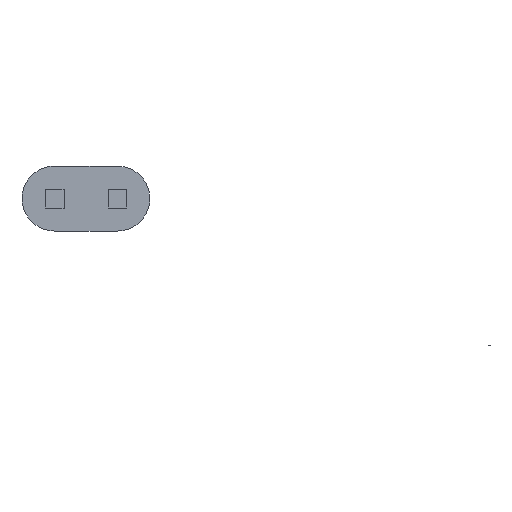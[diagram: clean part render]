
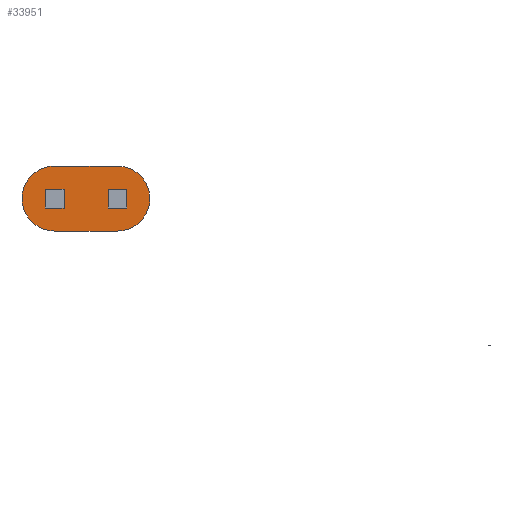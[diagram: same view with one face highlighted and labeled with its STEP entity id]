
A CAD part, front view. The second image highlights one B-rep face of the part: STEP entity #33951.
In plain terms, the highlighted planar face has unit normal (0, -1, 0).
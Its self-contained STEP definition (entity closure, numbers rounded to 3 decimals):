
#87 = AXIS2_PLACEMENT_3D ( 'NONE', #24313, #29642, #13912 ) ;
#180 = VERTEX_POINT ( 'NONE', #30584 ) ;
#3879 = DIRECTION ( 'NONE',  ( 0., 1., 0. ) ) ;
#4380 = CARTESIAN_POINT ( 'NONE',  ( -1500., 0., -1550. ) ) ;
#5551 = FACE_OUTER_BOUND ( 'NONE', #13908, .T. ) ;
#5830 = DIRECTION ( 'NONE',  ( 0., 1., 0. ) ) ;
#6134 = DIRECTION ( 'NONE',  ( 1., 0., 0. ) ) ;
#6759 = LINE ( 'NONE', #27105, #33944 ) ;
#9121 = CARTESIAN_POINT ( 'NONE',  ( -1500., 0., -1550. ) ) ;
#11085 = VERTEX_POINT ( 'NONE', #4380 ) ;
#11893 = AXIS2_PLACEMENT_3D ( 'NONE', #21578, #5830, #24199 ) ;
#12082 = ORIENTED_EDGE ( 'NONE', *, *, #28772, .F. ) ;
#13908 = EDGE_LOOP ( 'NONE', ( #12082, #22695, #14814, #23625 ) ) ;
#13912 = DIRECTION ( 'NONE',  ( 0., 0., -1. ) ) ;
#14165 = EDGE_CURVE ( 'NONE', #26572, #180, #6759, .T. ) ;
#14443 = DIRECTION ( 'NONE',  ( -1., 0., 0. ) ) ;
#14814 = ORIENTED_EDGE ( 'NONE', *, *, #30117, .F. ) ;
#16274 = EDGE_CURVE ( 'NONE', #26067, #11085, #31214, .T. ) ;
#17203 = VECTOR ( 'NONE', #14443, 1000. ) ;
#19049 = PLANE ( 'NONE',  #87 ) ;
#19213 = CARTESIAN_POINT ( 'NONE',  ( -1500., 0., 1550. ) ) ;
#19622 = CARTESIAN_POINT ( 'NONE',  ( 1500., 0., 0. ) ) ;
#21578 = CARTESIAN_POINT ( 'NONE',  ( -1500., 0., 0. ) ) ;
#22239 = DIRECTION ( 'NONE',  ( 0., 0., -1. ) ) ;
#22674 = CIRCLE ( 'NONE', #24599, 1550. ) ;
#22695 = ORIENTED_EDGE ( 'NONE', *, *, #14165, .F. ) ;
#23625 = ORIENTED_EDGE ( 'NONE', *, *, #16274, .F. ) ;
#24199 = DIRECTION ( 'NONE',  ( 0., 0., 1. ) ) ;
#24313 = CARTESIAN_POINT ( 'NONE',  ( 1500., 0., 0. ) ) ;
#24599 = AXIS2_PLACEMENT_3D ( 'NONE', #19622, #3879, #22239 ) ;
#26067 = VERTEX_POINT ( 'NONE', #32930 ) ;
#26572 = VERTEX_POINT ( 'NONE', #19213 ) ;
#27105 = CARTESIAN_POINT ( 'NONE',  ( -1500., 0., 1550. ) ) ;
#28772 = EDGE_CURVE ( 'NONE', #180, #26067, #22674, .T. ) ;
#29642 = DIRECTION ( 'NONE',  ( 0., -1., 0. ) ) ;
#30117 = EDGE_CURVE ( 'NONE', #11085, #26572, #31274, .T. ) ;
#30584 = CARTESIAN_POINT ( 'NONE',  ( 1500., 0., 1550. ) ) ;
#31214 = LINE ( 'NONE', #9121, #17203 ) ;
#31274 = CIRCLE ( 'NONE', #11893, 1550. ) ;
#32930 = CARTESIAN_POINT ( 'NONE',  ( 1500., 0., -1550. ) ) ;
#33944 = VECTOR ( 'NONE', #6134, 1000. ) ;
#33951 = ADVANCED_FACE ( 'NONE', ( #5551 ), #19049, .T. ) ;
